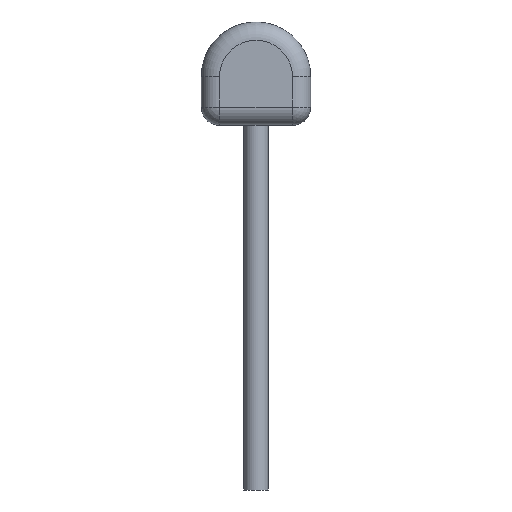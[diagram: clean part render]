
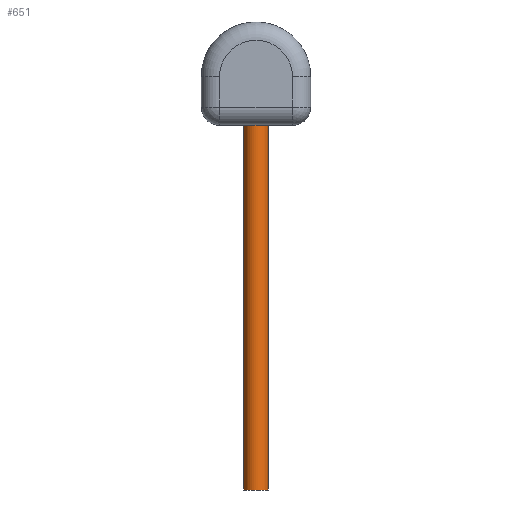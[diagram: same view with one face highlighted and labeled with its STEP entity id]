
A CAD part, left-side view. The second image highlights one B-rep face of the part: STEP entity #651.
In plain terms, the highlighted cylindrical face has radius 2 mm (diameter 4 mm), a full revolution.
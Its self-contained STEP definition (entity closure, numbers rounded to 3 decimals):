
#56=FACE_OUTER_BOUND('',#98,.T.);
#98=EDGE_LOOP('',(#438,#439,#440,#441));
#146=LINE('',#1023,#189);
#189=VECTOR('',#807,2.);
#233=CIRCLE('',#710,2.);
#234=CIRCLE('',#711,2.);
#278=VERTEX_POINT('',#1020);
#279=VERTEX_POINT('',#1022);
#338=EDGE_CURVE('',#278,#278,#233,.T.);
#339=EDGE_CURVE('',#278,#279,#146,.T.);
#340=EDGE_CURVE('',#279,#279,#234,.T.);
#438=ORIENTED_EDGE('',*,*,#338,.F.);
#439=ORIENTED_EDGE('',*,*,#339,.T.);
#440=ORIENTED_EDGE('',*,*,#340,.F.);
#441=ORIENTED_EDGE('',*,*,#339,.F.);
#630=CYLINDRICAL_SURFACE('',#709,2.);
#651=ADVANCED_FACE('',(#56),#630,.T.);
#709=AXIS2_PLACEMENT_3D('',#1019,#803,#804);
#710=AXIS2_PLACEMENT_3D('',#1021,#805,#806);
#711=AXIS2_PLACEMENT_3D('',#1024,#808,#809);
#803=DIRECTION('center_axis',(0.,0.,-1.));
#804=DIRECTION('ref_axis',(1.,0.,0.));
#805=DIRECTION('center_axis',(0.,0.,-1.));
#806=DIRECTION('ref_axis',(1.,0.,0.));
#807=DIRECTION('',(0.,0.,1.));
#808=DIRECTION('center_axis',(0.,0.,1.));
#809=DIRECTION('ref_axis',(1.,0.,0.));
#1019=CARTESIAN_POINT('Origin',(6.,9.,33.));
#1020=CARTESIAN_POINT('',(4.,9.,-27.));
#1021=CARTESIAN_POINT('Origin',(6.,9.,-27.));
#1022=CARTESIAN_POINT('',(4.,9.,33.));
#1023=CARTESIAN_POINT('',(4.,9.,33.));
#1024=CARTESIAN_POINT('Origin',(6.,9.,33.));
